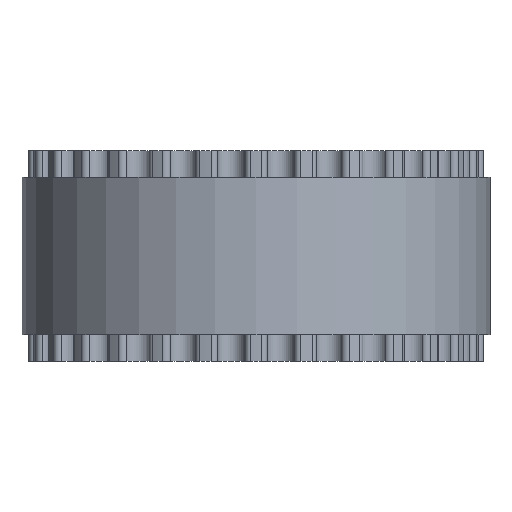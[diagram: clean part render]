
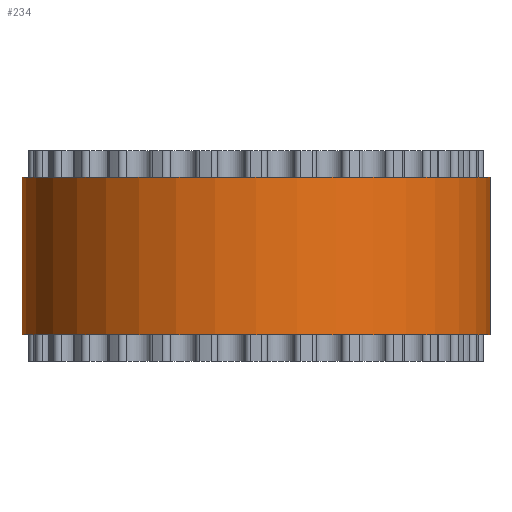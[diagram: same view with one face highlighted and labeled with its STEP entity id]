
A CAD part, front view. The second image highlights one B-rep face of the part: STEP entity #234.
In plain terms, the highlighted cylindrical face has radius 8.913 mm (diameter 17.825 mm), a full revolution.
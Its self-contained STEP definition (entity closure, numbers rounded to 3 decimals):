
#97=FACE_BOUND('',#576,.T.);
#98=FACE_BOUND('',#577,.T.);
#234=ADVANCED_FACE('',(#97,#98),#347,.T.);
#347=CYLINDRICAL_SURFACE('',#2607,8.913);
#576=EDGE_LOOP('',(#1474));
#577=EDGE_LOOP('',(#1475));
#1474=ORIENTED_EDGE('',*,*,#2038,.T.);
#1475=ORIENTED_EDGE('',*,*,#2039,.T.);
#1700=VERTEX_POINT('',#4080);
#1701=VERTEX_POINT('',#4082);
#2038=EDGE_CURVE('',#1700,#1700,#2264,.T.);
#2039=EDGE_CURVE('',#1701,#1701,#2265,.T.);
#2264=CIRCLE('',#2605,8.913);
#2265=CIRCLE('',#2606,8.913);
#2605=AXIS2_PLACEMENT_3D('',#4079,#3398,#3399);
#2606=AXIS2_PLACEMENT_3D('',#4081,#3400,#3401);
#2607=AXIS2_PLACEMENT_3D('',#4083,#3402,#3403);
#3398=DIRECTION('',(0.,0.,1.));
#3399=DIRECTION('',(1.,0.,0.));
#3400=DIRECTION('',(0.,0.,-1.));
#3401=DIRECTION('',(1.,0.,0.));
#3402=DIRECTION('',(0.,0.,1.));
#3403=DIRECTION('',(1.,0.,0.));
#4079=CARTESIAN_POINT('',(0.,0.,1.));
#4080=CARTESIAN_POINT('',(8.913,0.,1.));
#4081=CARTESIAN_POINT('',(0.,0.,7.));
#4082=CARTESIAN_POINT('',(8.913,0.,7.));
#4083=CARTESIAN_POINT('',(0.,0.,1.));
